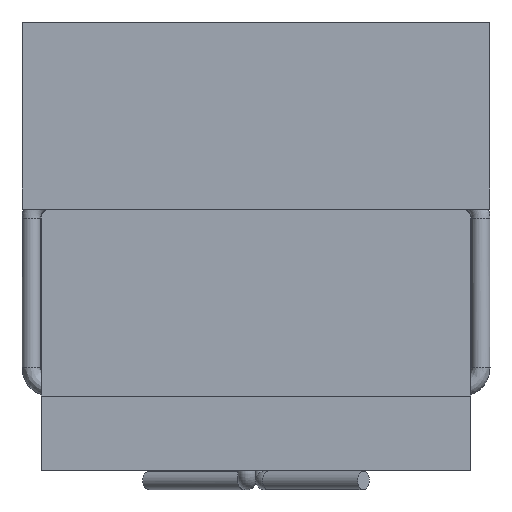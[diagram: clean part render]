
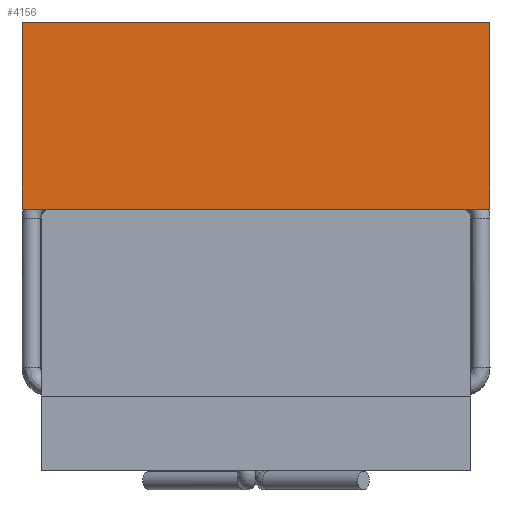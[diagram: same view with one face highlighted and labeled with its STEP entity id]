
A CAD part, left-side view. The second image highlights one B-rep face of the part: STEP entity #4156.
In plain terms, the highlighted face is planar.
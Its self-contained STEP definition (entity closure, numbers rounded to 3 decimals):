
#285=LINE('',#5660,#448);
#360=LINE('',#5845,#523);
#362=LINE('',#5848,#525);
#363=LINE('',#5850,#526);
#448=VECTOR('',#4638,1000.);
#523=VECTOR('',#4759,1000.);
#525=VECTOR('',#4763,1000.);
#526=VECTOR('',#4764,1000.);
#758=ORIENTED_EDGE('',*,*,#1382,.T.);
#759=ORIENTED_EDGE('',*,*,#1383,.F.);
#760=ORIENTED_EDGE('',*,*,#1303,.F.);
#761=ORIENTED_EDGE('',*,*,#1380,.T.);
#1303=EDGE_CURVE('',#1632,#1633,#285,.T.);
#1380=EDGE_CURVE('',#1632,#1689,#360,.T.);
#1382=EDGE_CURVE('',#1689,#1690,#362,.T.);
#1383=EDGE_CURVE('',#1633,#1690,#363,.T.);
#1632=VERTEX_POINT('',#5659);
#1633=VERTEX_POINT('',#5661);
#1689=VERTEX_POINT('',#5844);
#1690=VERTEX_POINT('',#5849);
#1965=EDGE_LOOP('',(#758,#759,#760,#761));
#2339=FACE_BOUND('',#1965,.T.);
#2677=PLANE('',#4364);
#4156=ADVANCED_FACE('',(#2339),#2677,.F.);
#4364=AXIS2_PLACEMENT_3D('',#5847,#4761,#4762);
#4638=DIRECTION('',(0.,1.,0.));
#4759=DIRECTION('',(0.,0.,-1.));
#4761=DIRECTION('',(-1.,0.,0.));
#4762=DIRECTION('',(0.,0.,1.));
#4763=DIRECTION('',(0.,1.,0.));
#4764=DIRECTION('',(0.,0.,-1.));
#5659=CARTESIAN_POINT('',(1.,-0.625,0.5));
#5660=CARTESIAN_POINT('',(1.,-0.625,0.5));
#5661=CARTESIAN_POINT('',(1.,0.625,0.5));
#5844=CARTESIAN_POINT('',(1.,-0.625,0.));
#5845=CARTESIAN_POINT('',(1.,-0.625,0.5));
#5847=CARTESIAN_POINT('',(1.,-0.625,0.5));
#5848=CARTESIAN_POINT('',(1.,-0.625,0.));
#5849=CARTESIAN_POINT('',(1.,0.625,0.));
#5850=CARTESIAN_POINT('',(1.,0.625,0.5));
